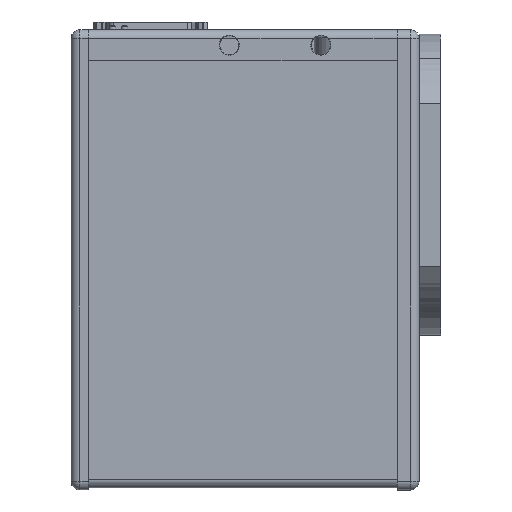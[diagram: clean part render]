
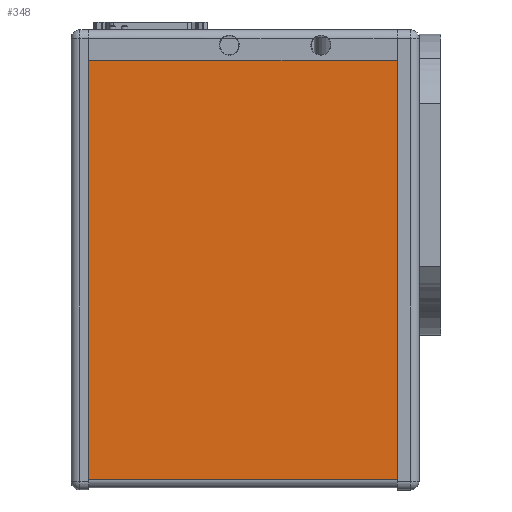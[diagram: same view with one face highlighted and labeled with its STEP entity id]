
A CAD part, left-side view. The second image highlights one B-rep face of the part: STEP entity #348.
In plain terms, the highlighted planar face has unit normal (-1, 0, 0).
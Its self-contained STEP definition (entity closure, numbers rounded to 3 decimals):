
#298 = CARTESIAN_POINT ( 'NONE',  ( -94.25, -24.5, -18.25 ) ) ;
#348 = ADVANCED_FACE ( 'NONE', ( #7160 ), #9584, .T. ) ;
#1275 = ORIENTED_EDGE ( 'NONE', *, *, #9431, .T. ) ;
#1313 = CARTESIAN_POINT ( 'NONE',  ( -94.25, 120., -18.25 ) ) ;
#1403 = LINE ( 'NONE', #8438, #2904 ) ;
#1610 = CARTESIAN_POINT ( 'NONE',  ( -94.25, 120., -18.25 ) ) ;
#2080 = DIRECTION ( 'NONE',  ( 0., -1., 0. ) ) ;
#2421 = EDGE_CURVE ( 'NONE', #3873, #5303, #3530, .T. ) ;
#2551 = ORIENTED_EDGE ( 'NONE', *, *, #8701, .F. ) ;
#2904 = VECTOR ( 'NONE', #5497, 1000. ) ;
#3161 = EDGE_LOOP ( 'NONE', ( #1275, #8749, #2551, #6489 ) ) ;
#3393 = CARTESIAN_POINT ( 'NONE',  ( -94.25, 120., -18.25 ) ) ;
#3530 = LINE ( 'NONE', #298, #6806 ) ;
#3873 = VERTEX_POINT ( 'NONE', #9428 ) ;
#4499 = VECTOR ( 'NONE', #8480, 1000. ) ;
#4823 = CARTESIAN_POINT ( 'NONE',  ( -94.25, 120., -18.25 ) ) ;
#5065 = LINE ( 'NONE', #1610, #7250 ) ;
#5082 = DIRECTION ( 'NONE',  ( -1., 0., 0. ) ) ;
#5303 = VERTEX_POINT ( 'NONE', #6809 ) ;
#5306 = EDGE_CURVE ( 'NONE', #8415, #7902, #5065, .T. ) ;
#5497 = DIRECTION ( 'NONE',  ( 0., 1., 0. ) ) ;
#6264 = DIRECTION ( 'NONE',  ( 0., 0., 1. ) ) ;
#6489 = ORIENTED_EDGE ( 'NONE', *, *, #2421, .T. ) ;
#6806 = VECTOR ( 'NONE', #6264, 1000. ) ;
#6809 = CARTESIAN_POINT ( 'NONE',  ( -94.25, -24.5, -18.25 ) ) ;
#7160 = FACE_OUTER_BOUND ( 'NONE', #3161, .T. ) ;
#7250 = VECTOR ( 'NONE', #7503, 1000. ) ;
#7503 = DIRECTION ( 'NONE',  ( 0., 0., -1. ) ) ;
#7902 = VERTEX_POINT ( 'NONE', #8226 ) ;
#8122 = AXIS2_PLACEMENT_3D ( 'NONE', #1313, #5082, #2080 ) ;
#8226 = CARTESIAN_POINT ( 'NONE',  ( -94.25, 120., -211.15 ) ) ;
#8415 = VERTEX_POINT ( 'NONE', #4823 ) ;
#8438 = CARTESIAN_POINT ( 'NONE',  ( -94.25, 120., -211.15 ) ) ;
#8480 = DIRECTION ( 'NONE',  ( 0., 1., 0. ) ) ;
#8701 = EDGE_CURVE ( 'NONE', #3873, #7902, #1403, .T. ) ;
#8749 = ORIENTED_EDGE ( 'NONE', *, *, #5306, .T. ) ;
#9289 = LINE ( 'NONE', #3393, #4499 ) ;
#9428 = CARTESIAN_POINT ( 'NONE',  ( -94.25, -24.5, -211.15 ) ) ;
#9431 = EDGE_CURVE ( 'NONE', #5303, #8415, #9289, .T. ) ;
#9584 = PLANE ( 'NONE',  #8122 ) ;
